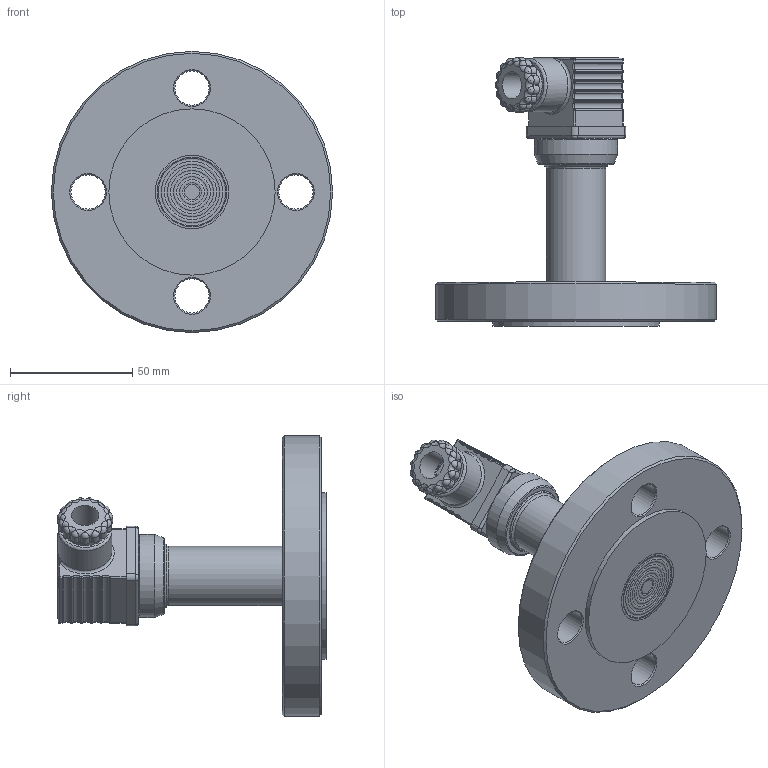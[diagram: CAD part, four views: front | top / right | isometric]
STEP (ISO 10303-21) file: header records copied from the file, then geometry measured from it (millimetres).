
FILE_DESCRIPTION(/* description */ (''),/* implementation_level */ '2;1');
FILE_NAME(/* name */ 'DMU02_Vario_FL_32981-32998.stp',/* time_stamp */ '2018-02-09T11:17:39+01:00',/* author */ ('acgl'),/* organization */ (''),/* preprocessor_version */ 'ST-DEVELOPER v15.6',/* originating_system */ 'Autodesk Inventor 2015',/* authorisation */ '');
FILE_SCHEMA (('AUTOMOTIVE_DESIGN { 1 0 10303 214 3 1 1 }'));
Length unit declared in the file: centimetre
Products named in the file (1): DMU02_Vario_FL_32981-32998
Bounding box: 115 x 109.92 x 115 mm (x, y, z)
Volume: 226805.2 mm3; surface area: 39837.1 mm2
Topology: 1 solids, 1 shells, 493 faces, 1218 edges, 728 vertices
Faces by surface type: cylinder 161, torus 102, plane 88, bspline 69, sphere 52, cone 21
Full cylindrical faces by diameter (mm): 5.8 x1, 6.5 x1, 6.6 x1, 7 x1, 11.3 x1, 14 x4, 18 x1, 21.9 x1, 24.2 x1, 27 x1, 30 x1, 34 x1, 68 x1, 115 x1
Entity records: 16448 total; most frequent: CARTESIAN_POINT 4821, DIRECTION 2401, ORIENTED_EDGE 2266, EDGE_CURVE 1133, AXIS2_PLACEMENT_3D 1061, VERTEX_POINT 706, CIRCLE 636, EDGE_LOOP 565
